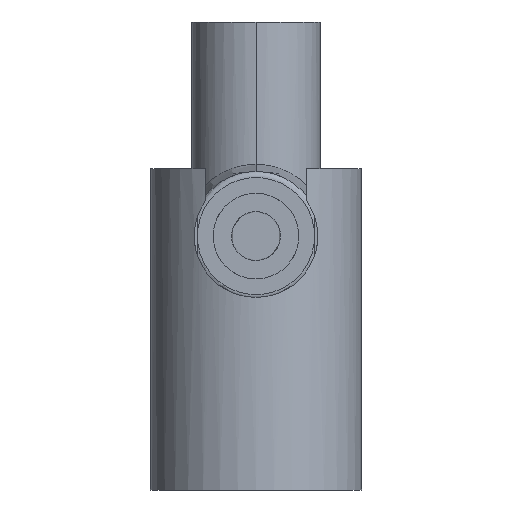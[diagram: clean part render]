
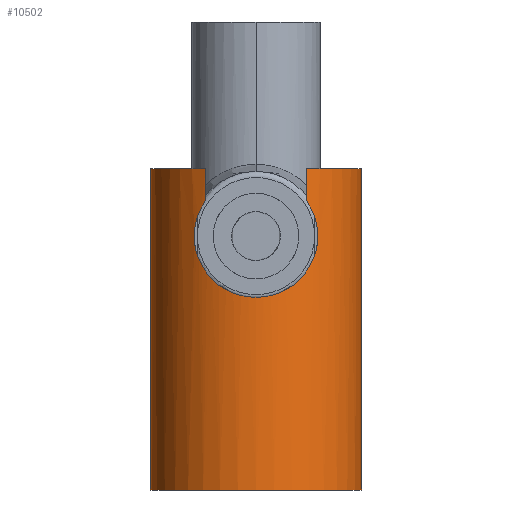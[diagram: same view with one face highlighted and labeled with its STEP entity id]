
A CAD part, front view. The second image highlights one B-rep face of the part: STEP entity #10502.
In plain terms, the highlighted cylindrical face has radius 17.25 mm (diameter 34.5 mm), a partial arc.
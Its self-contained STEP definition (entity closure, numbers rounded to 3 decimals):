
#121=CARTESIAN_POINT('',(8.25,-15.149,47.259));
#123=CARTESIAN_POINT('',(-8.25,-15.149,47.258));
#191=DIRECTION('',(0.,0.,1.));
#192=VECTOR('',#191,52.5);
#193=CARTESIAN_POINT('',(17.25,0.,0.));
#194=LINE('',#193,#192);
#241=CARTESIAN_POINT('',(-8.25,-15.149,47.258));
#242=CARTESIAN_POINT('',(-8.417,-15.058,47.023));
#243=CARTESIAN_POINT('',(-8.726,-14.883,46.546));
#244=CARTESIAN_POINT('',(-9.12,-14.644,45.81));
#245=CARTESIAN_POINT('',(-9.44,-14.439,45.068));
#246=CARTESIAN_POINT('',(-9.692,-14.27,44.327));
#247=CARTESIAN_POINT('',(-9.88,-14.141,43.593));
#248=CARTESIAN_POINT('',(-10.009,-14.049,42.865));
#249=CARTESIAN_POINT('',(-10.082,-13.997,42.142));
#250=CARTESIAN_POINT('',(-10.103,-13.982,41.423));
#251=CARTESIAN_POINT('',(-10.071,-14.005,40.703));
#252=CARTESIAN_POINT('',(-9.986,-14.066,39.98));
#253=CARTESIAN_POINT('',(-9.845,-14.165,39.25));
#254=CARTESIAN_POINT('',(-9.644,-14.303,38.514));
#255=CARTESIAN_POINT('',(-9.377,-14.48,37.773));
#256=CARTESIAN_POINT('',(-9.042,-14.693,37.032));
#257=CARTESIAN_POINT('',(-8.633,-14.937,36.298));
#258=CARTESIAN_POINT('',(-8.152,-15.206,35.586));
#259=CARTESIAN_POINT('',(-7.605,-15.488,34.908));
#260=CARTESIAN_POINT('',(-6.998,-15.772,34.279));
#261=CARTESIAN_POINT('',(-6.343,-16.047,33.708));
#262=CARTESIAN_POINT('',(-5.651,-16.304,33.202));
#263=CARTESIAN_POINT('',(-4.932,-16.536,32.764));
#264=CARTESIAN_POINT('',(-4.194,-16.738,32.393));
#265=CARTESIAN_POINT('',(-3.443,-16.909,32.09));
#266=CARTESIAN_POINT('',(-2.684,-17.046,31.85));
#267=CARTESIAN_POINT('',(-1.92,-17.149,31.673));
#268=CARTESIAN_POINT('',(-1.153,-17.217,31.556));
#269=CARTESIAN_POINT('',(-0.385,-17.251,
31.498));
#270=CARTESIAN_POINT('',(0.385,-17.251,31.498));
#271=CARTESIAN_POINT('',(1.153,-17.217,31.556));
#272=CARTESIAN_POINT('',(1.92,-17.149,31.673));
#273=CARTESIAN_POINT('',(2.684,-17.046,31.85));
#274=CARTESIAN_POINT('',(3.443,-16.909,32.09));
#275=CARTESIAN_POINT('',(4.194,-16.738,32.394));
#276=CARTESIAN_POINT('',(4.932,-16.536,32.764));
#277=CARTESIAN_POINT('',(5.651,-16.304,33.202));
#278=CARTESIAN_POINT('',(6.343,-16.047,33.708));
#279=CARTESIAN_POINT('',(6.998,-15.772,34.279));
#280=CARTESIAN_POINT('',(7.605,-15.488,34.908));
#281=CARTESIAN_POINT('',(8.153,-15.206,35.586));
#282=CARTESIAN_POINT('',(8.633,-14.937,36.298));
#283=CARTESIAN_POINT('',(9.042,-14.693,37.032));
#284=CARTESIAN_POINT('',(9.377,-14.48,37.773));
#285=CARTESIAN_POINT('',(9.644,-14.303,38.514));
#286=CARTESIAN_POINT('',(9.845,-14.165,39.25));
#287=CARTESIAN_POINT('',(9.986,-14.066,39.98));
#288=CARTESIAN_POINT('',(10.071,-14.005,40.703));
#289=CARTESIAN_POINT('',(10.103,-13.982,41.423));
#290=CARTESIAN_POINT('',(10.082,-13.997,42.142));
#291=CARTESIAN_POINT('',(10.009,-14.049,42.865));
#292=CARTESIAN_POINT('',(9.88,-14.141,43.593));
#293=CARTESIAN_POINT('',(9.692,-14.27,44.327));
#294=CARTESIAN_POINT('',(9.44,-14.439,45.068));
#295=CARTESIAN_POINT('',(9.12,-14.644,45.81));
#296=CARTESIAN_POINT('',(8.726,-14.883,46.546));
#297=CARTESIAN_POINT('',(8.417,-15.058,47.023));
#298=CARTESIAN_POINT('',(8.25,-15.149,47.259));
#300=DIRECTION('',(0.,0.,1.));
#301=VECTOR('',#300,5.241);
#302=CARTESIAN_POINT('',(8.25,-15.149,47.259));
#303=LINE('',#302,#301);
#304=DIRECTION('',(0.,0.,1.));
#305=VECTOR('',#304,52.5);
#306=CARTESIAN_POINT('',(-17.25,0.,0.));
#307=LINE('',#306,#305);
#308=DIRECTION('',(0.,0.,-1.));
#309=VECTOR('',#308,5.242);
#310=CARTESIAN_POINT('',(-8.25,-15.149,52.5));
#311=LINE('',#310,#309);
#321=CARTESIAN_POINT('',(0.,0.,52.5));
#322=DIRECTION('',(0.,0.,-1.));
#323=DIRECTION('',(1.,0.,0.));
#324=AXIS2_PLACEMENT_3D('',#321,#322,#323);
#326=CARTESIAN_POINT('',(0.,0.,0.));
#327=DIRECTION('',(0.,0.,1.));
#328=DIRECTION('',(-1.,0.,0.));
#329=AXIS2_PLACEMENT_3D('',#326,#327,#328);
#895=CARTESIAN_POINT('',(0.,0.,52.5));
#896=DIRECTION('',(0.,0.,-1.));
#897=DIRECTION('',(-0.478,-0.878,0.));
#898=AXIS2_PLACEMENT_3D('',#895,#896,#897);
#9513=VERTEX_POINT('',#121);
#9514=VERTEX_POINT('',#123);
#9524=CARTESIAN_POINT('',(-17.25,0.,52.5));
#9526=VERTEX_POINT('',#9524);
#9528=CARTESIAN_POINT('',(-17.25,0.,0.));
#9529=VERTEX_POINT('',#9528);
#9530=CARTESIAN_POINT('',(17.25,0.,0.));
#9531=VERTEX_POINT('',#9530);
#9532=CARTESIAN_POINT('',(17.25,0.,52.5));
#9533=VERTEX_POINT('',#9532);
#9536=CARTESIAN_POINT('',(-8.25,-15.149,52.5));
#9537=VERTEX_POINT('',#9536);
#9538=CARTESIAN_POINT('',(8.25,-15.149,52.5));
#9539=VERTEX_POINT('',#9538);
#10483=CARTESIAN_POINT('',(0.,0.,26.25));
#10484=DIRECTION('',(0.,0.,-1.));
#10485=DIRECTION('',(1.,0.,0.));
#10486=AXIS2_PLACEMENT_3D('',#10483,#10484,#10485);
#10487=CYLINDRICAL_SURFACE('',#10486,17.25);
#10488=ORIENTED_EDGE('',*,*,#10351,.T.);
#10490=ORIENTED_EDGE('',*,*,#10489,.T.);
#10492=ORIENTED_EDGE('',*,*,#10491,.F.);
#10493=ORIENTED_EDGE('',*,*,#10443,.F.);
#10495=ORIENTED_EDGE('',*,*,#10494,.F.);
#10496=ORIENTED_EDGE('',*,*,#10439,.T.);
#10498=ORIENTED_EDGE('',*,*,#10497,.F.);
#10499=ORIENTED_EDGE('',*,*,#10468,.T.);
#10500=EDGE_LOOP('',(#10488,#10490,#10492,#10493,#10495,#10496,#10498,#10499));
#10501=FACE_OUTER_BOUND('',#10500,.F.);
#10502=ADVANCED_FACE('',(#10501),#10487,.T.);
#299=B_SPLINE_CURVE_WITH_KNOTS('',3,(#241,#242,#243,#244,#245,#246,#247,#248,
#249,#250,#251,#252,#253,#254,#255,#256,#257,#258,#259,#260,#261,#262,#263,#264,
#265,#266,#267,#268,#269,#270,#271,#272,#273,#274,#275,#276,#277,#278,#279,#280,
#281,#282,#283,#284,#285,#286,#287,#288,#289,#290,#291,#292,#293,#294,#295,#296,
#297,#298),.UNSPECIFIED.,.F.,.F.,(4,1,1,1,1,1,1,1,1,1,1,1,1,1,1,1,1,1,1,1,1,1,1,
1,1,1,1,1,1,1,1,1,1,1,1,1,1,1,1,1,1,1,1,1,1,1,1,1,1,1,1,1,1,1,1,4),(0.,
0.018,0.036,0.055,0.073,
0.091,0.109,0.127,0.145,
0.164,0.182,0.2,0.218,0.236,
0.255,0.273,0.291,0.309,
0.327,0.345,0.364,0.382,0.4,
0.418,0.436,0.455,0.473,
0.491,0.509,0.527,0.545,
0.564,0.582,0.6,0.618,0.636,
0.655,0.673,0.691,0.709,
0.727,0.745,0.764,0.782,0.8,
0.818,0.836,0.855,0.873,
0.891,0.909,0.927,0.945,
0.964,0.982,1.),.UNSPECIFIED.);
#325=CIRCLE('',#324,17.25);
#330=CIRCLE('',#329,17.25);
#899=CIRCLE('',#898,17.25);
#10351=EDGE_CURVE('',#9514,#9513,#299,.T.);
#10439=EDGE_CURVE('',#9529,#9526,#307,.T.);
#10443=EDGE_CURVE('',#9531,#9533,#194,.T.);
#10468=EDGE_CURVE('',#9537,#9514,#311,.T.);
#10489=EDGE_CURVE('',#9513,#9539,#303,.T.);
#10491=EDGE_CURVE('',#9533,#9539,#325,.T.);
#10494=EDGE_CURVE('',#9529,#9531,#330,.T.);
#10497=EDGE_CURVE('',#9537,#9526,#899,.T.);
